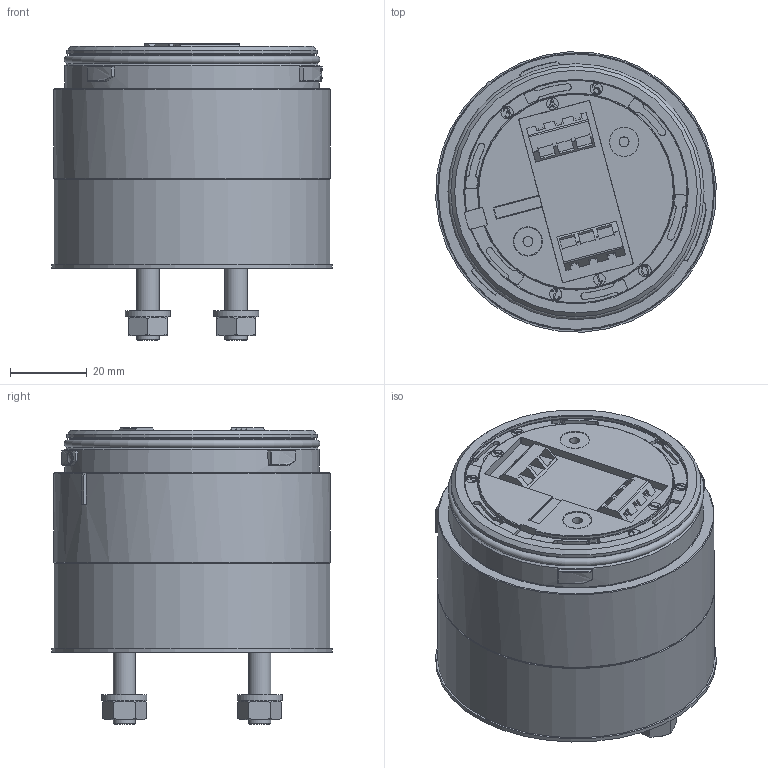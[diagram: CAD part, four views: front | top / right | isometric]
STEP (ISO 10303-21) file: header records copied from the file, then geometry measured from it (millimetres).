
FILE_DESCRIPTION(/* description */ (''),/* implementation_level */ '2;1');
FILE_NAME(/* name */ 'XMS XMW.stp',/* time_stamp */ '2013-11-14T14:12:07+01:00',/* author */ (''),/* organization */ (''),/* preprocessor_version */ 'ST-DEVELOPER v11',/* originating_system */ 'SIEMENS PLM Software NX 7.5',/* authorisation */ '');
FILE_SCHEMA (('AUTOMOTIVE_DESIGN { 1 0 10303 214 1 1 1 1 }'));
Length unit declared in the file: millimetre
Products named in the file (1): m.neB80B8o6p
Bounding box: 72.89 x 72.89 x 77.08 mm (x, y, z)
Volume: 218227.2 mm3; surface area: 46466 mm2
Topology: 11 solids, 12 shells, 769 faces, 1880 edges, 1134 vertices
Faces by surface type: plane 321, cylinder 125, cone 124, bspline 73, torus 61, sphere 48, extrusion 17
Full cylindrical faces by diameter (mm): 3.1 x2, 3.2 x4, 5 x4, 5.795 x2, 6.5 x2, 7.6 x2, 10 x2, 15 x2, 18 x1, 61.579 x1, 62.5 x1, 63.7 x1, 65.1 x2, 72 x2, 73 x1
Entity records: 24501 total; most frequent: CARTESIAN_POINT 7475, ORIENTED_EDGE 3440, DIRECTION 3421, EDGE_CURVE 1720, AXIS2_PLACEMENT_3D 1332, VERTEX_POINT 1099, EDGE_LOOP 906, ADVANCED_FACE 769
